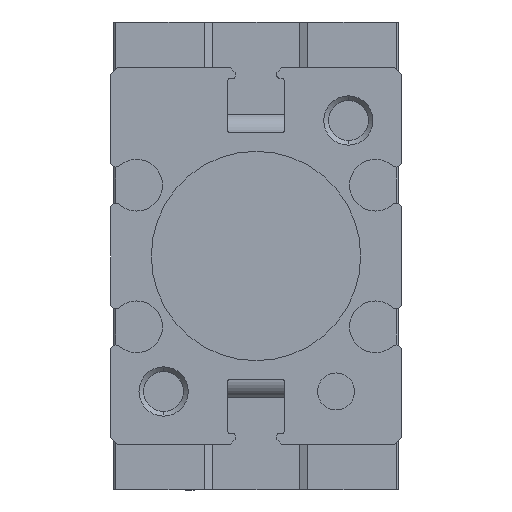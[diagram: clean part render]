
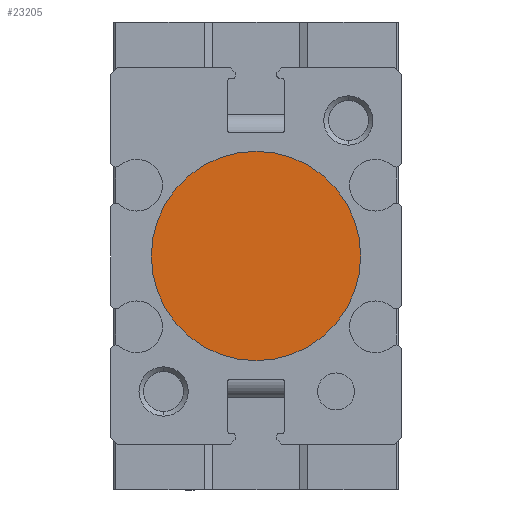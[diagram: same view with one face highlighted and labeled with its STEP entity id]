
A CAD part, left-side view. The second image highlights one B-rep face of the part: STEP entity #23205.
In plain terms, the highlighted face is planar.
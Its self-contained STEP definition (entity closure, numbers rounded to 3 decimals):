
#6304 = AXIS2_PLACEMENT_3D ( 'NONE', #23263, #6429, #12759 ) ;
#6429 = DIRECTION ( 'NONE',  ( 0., 0., 1. ) ) ;
#6781 = DIRECTION ( 'NONE',  ( 0., 0., -1. ) ) ;
#6789 = EDGE_LOOP ( 'NONE', ( #13880, #15258 ) ) ;
#6802 = FACE_OUTER_BOUND ( 'NONE', #6789, .T. ) ;
#7446 = EDGE_CURVE ( 'NONE', #20828, #8352, #13985, .T. ) ;
#8352 = VERTEX_POINT ( 'NONE', #22172 ) ;
#9092 = EDGE_CURVE ( 'NONE', #8352, #20828, #13816, .T. ) ;
#9186 = DIRECTION ( 'NONE',  ( 0., 0., -1. ) ) ;
#11070 = DIRECTION ( 'NONE',  ( 1., 0., 0. ) ) ;
#12741 = CARTESIAN_POINT ( 'NONE',  ( 0., 0., -40.5 ) ) ;
#12759 = DIRECTION ( 'NONE',  ( 1., 0., 0. ) ) ;
#13816 = CIRCLE ( 'NONE', #27327, 8.5 ) ;
#13880 = ORIENTED_EDGE ( 'NONE', *, *, #9092, .T. ) ;
#13985 = CIRCLE ( 'NONE', #22702, 8.5 ) ;
#15046 = PLANE ( 'NONE',  #6304 ) ;
#15258 = ORIENTED_EDGE ( 'NONE', *, *, #7446, .T. ) ;
#16643 = CARTESIAN_POINT ( 'NONE',  ( -8.5, 0., -40.5 ) ) ;
#17014 = DIRECTION ( 'NONE',  ( 1., 0., 0. ) ) ;
#19548 = CARTESIAN_POINT ( 'NONE',  ( 0., 0., -40.5 ) ) ;
#20828 = VERTEX_POINT ( 'NONE', #16643 ) ;
#22172 = CARTESIAN_POINT ( 'NONE',  ( 8.5, 0., -40.5 ) ) ;
#22702 = AXIS2_PLACEMENT_3D ( 'NONE', #12741, #6781, #17014 ) ;
#23205 = ADVANCED_FACE ( 'NONE', ( #6802 ), #15046, .F. ) ;
#23263 = CARTESIAN_POINT ( 'NONE',  ( 0., 0., -40.5 ) ) ;
#27327 = AXIS2_PLACEMENT_3D ( 'NONE', #19548, #9186, #11070 ) ;
